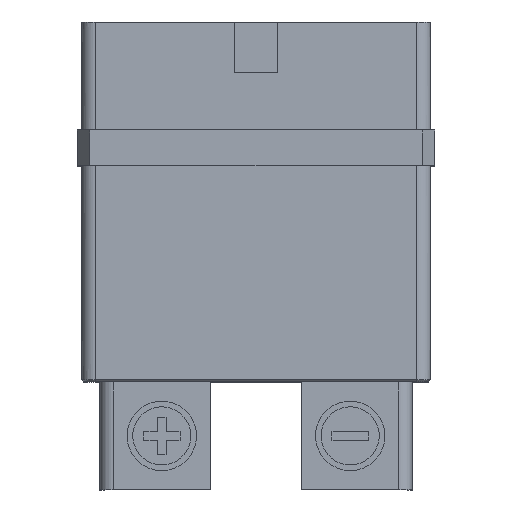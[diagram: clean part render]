
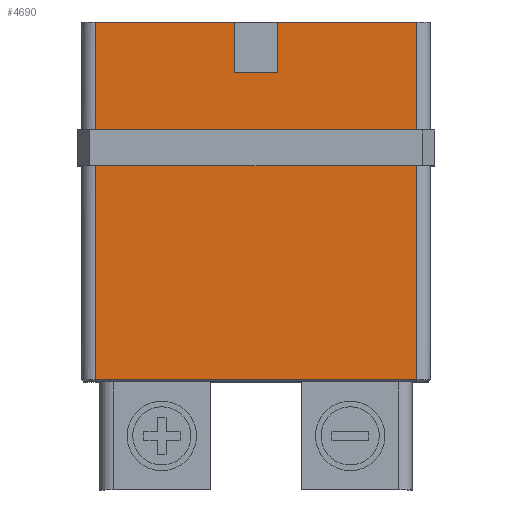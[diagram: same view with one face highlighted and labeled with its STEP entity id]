
A CAD part, top view. The second image highlights one B-rep face of the part: STEP entity #4690.
In plain terms, the highlighted planar face has unit normal (0, 0, 1).
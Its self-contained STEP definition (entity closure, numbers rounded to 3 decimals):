
#330=FACE_OUTER_BOUND('',#603,.T.);
#603=EDGE_LOOP('',(#3143,#3144,#3145,#3146,#3147,#3148,#3149,#3150));
#887=LINE('',#6296,#1426);
#897=LINE('',#6323,#1436);
#901=LINE('',#6337,#1440);
#902=LINE('',#6339,#1441);
#903=LINE('',#6341,#1442);
#904=LINE('',#6343,#1443);
#905=LINE('',#6345,#1444);
#906=LINE('',#6346,#1445);
#1426=VECTOR('',#5246,14.3);
#1436=VECTOR('',#5274,15.9);
#1440=VECTOR('',#5286,15.9);
#1441=VECTOR('',#5287,6.193);
#1442=VECTOR('',#5288,2.256);
#1443=VECTOR('',#5289,1.915);
#1444=VECTOR('',#5290,2.256);
#1445=VECTOR('',#5291,6.193);
#1964=VERTEX_POINT('',#6289);
#1966=VERTEX_POINT('',#6295);
#1974=VERTEX_POINT('',#6322);
#1980=VERTEX_POINT('',#6336);
#1981=VERTEX_POINT('',#6338);
#1982=VERTEX_POINT('',#6340);
#1983=VERTEX_POINT('',#6342);
#1984=VERTEX_POINT('',#6344);
#2426=EDGE_CURVE('',#1964,#1966,#887,.T.);
#2440=EDGE_CURVE('',#1966,#1974,#897,.T.);
#2447=EDGE_CURVE('',#1980,#1964,#901,.T.);
#2448=EDGE_CURVE('',#1980,#1981,#902,.T.);
#2449=EDGE_CURVE('',#1981,#1982,#903,.T.);
#2450=EDGE_CURVE('',#1982,#1983,#904,.T.);
#2451=EDGE_CURVE('',#1983,#1984,#905,.T.);
#2452=EDGE_CURVE('',#1984,#1974,#906,.T.);
#3143=ORIENTED_EDGE('',*,*,#2426,.F.);
#3144=ORIENTED_EDGE('',*,*,#2447,.F.);
#3145=ORIENTED_EDGE('',*,*,#2448,.T.);
#3146=ORIENTED_EDGE('',*,*,#2449,.T.);
#3147=ORIENTED_EDGE('',*,*,#2450,.T.);
#3148=ORIENTED_EDGE('',*,*,#2451,.T.);
#3149=ORIENTED_EDGE('',*,*,#2452,.T.);
#3150=ORIENTED_EDGE('',*,*,#2440,.F.);
#4487=PLANE('',#4992);
#4690=ADVANCED_FACE('',(#330),#4487,.T.);
#4992=AXIS2_PLACEMENT_3D('',#6335,#5284,#5285);
#5246=DIRECTION('',(-1.,0.,0.));
#5274=DIRECTION('',(0.,1.,0.));
#5284=DIRECTION('center_axis',(0.,0.,1.));
#5285=DIRECTION('ref_axis',(1.,0.,0.));
#5286=DIRECTION('',(0.,-1.,0.));
#5287=DIRECTION('',(-1.,0.,0.));
#5288=DIRECTION('',(0.,-1.,0.));
#5289=DIRECTION('',(-1.,0.,0.));
#5290=DIRECTION('',(0.,1.,0.));
#5291=DIRECTION('',(-1.,0.,0.));
#6289=CARTESIAN_POINT('',(7.15,-7.9,6.3));
#6295=CARTESIAN_POINT('',(-7.15,-7.9,6.3));
#6296=CARTESIAN_POINT('',(-3.875,-7.9,6.3));
#6322=CARTESIAN_POINT('',(-7.15,8.,6.3));
#6323=CARTESIAN_POINT('',(-7.15,4.,6.3));
#6335=CARTESIAN_POINT('Origin',(0.,0.,6.3));
#6336=CARTESIAN_POINT('',(7.15,8.,6.3));
#6337=CARTESIAN_POINT('',(7.15,-4.,6.3));
#6338=CARTESIAN_POINT('',(0.957,8.,6.3));
#6339=CARTESIAN_POINT('',(7.75,8.,6.3));
#6340=CARTESIAN_POINT('',(0.957,5.744,6.3));
#6341=CARTESIAN_POINT('',(0.957,5.128,6.3));
#6342=CARTESIAN_POINT('',(-0.957,5.744,6.3));
#6343=CARTESIAN_POINT('',(0.479,5.744,6.3));
#6344=CARTESIAN_POINT('',(-0.957,8.,6.3));
#6345=CARTESIAN_POINT('',(-0.957,2.872,6.3));
#6346=CARTESIAN_POINT('',(7.75,8.,6.3));
